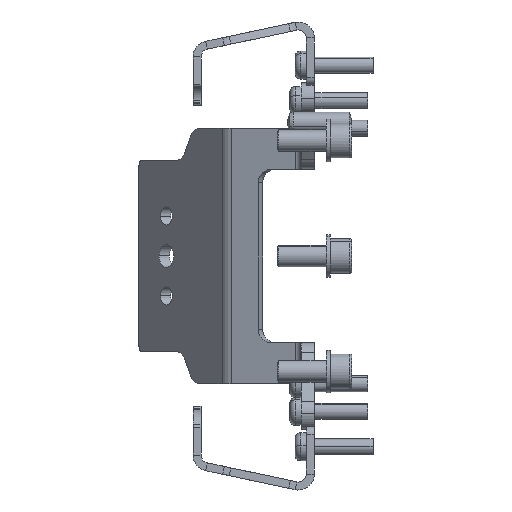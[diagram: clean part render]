
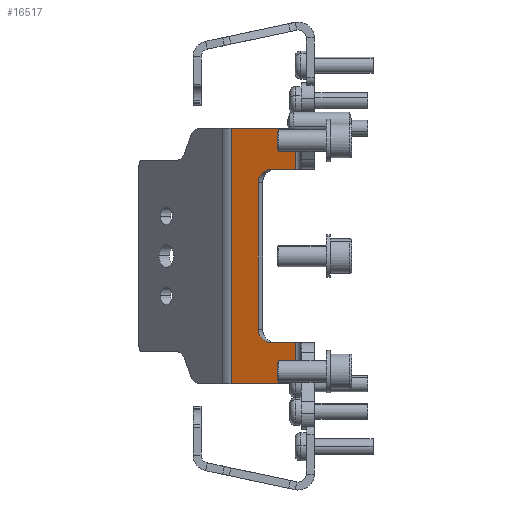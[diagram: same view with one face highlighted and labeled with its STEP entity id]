
A CAD part, front view. The second image highlights one B-rep face of the part: STEP entity #16517.
In plain terms, the highlighted planar face has unit normal (-0.342, -0.94, 0).
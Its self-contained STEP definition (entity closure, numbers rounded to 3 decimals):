
#10 = ORIENTED_EDGE ( 'NONE', *, *, #10651, .T. ) ;
#232 = VERTEX_POINT ( 'NONE', #6490 ) ;
#248 = ORIENTED_EDGE ( 'NONE', *, *, #15253, .T. ) ;
#476 = DIRECTION ( 'NONE',  ( 0.94, -0.342, 0. ) ) ;
#812 = DIRECTION ( 'NONE',  ( 0.94, -0.342, 0. ) ) ;
#994 = EDGE_CURVE ( 'NONE', #2576, #232, #15881, .T. ) ;
#1330 = EDGE_CURVE ( 'NONE', #10526, #13040, #11562, .T. ) ;
#1526 = VECTOR ( 'NONE', #5360, 1000. ) ;
#1953 = CARTESIAN_POINT ( 'NONE',  ( 1588.783, 84.542, 1837.1 ) ) ;
#2038 = CARTESIAN_POINT ( 'NONE',  ( 1613.026, 75.718, 1837.1 ) ) ;
#2179 = CARTESIAN_POINT ( 'NONE',  ( 1588.783, 84.542, 1820. ) ) ;
#2348 = CARTESIAN_POINT ( 'NONE',  ( 1615., 75., 1852.5 ) ) ;
#2453 = DIRECTION ( 'NONE',  ( 0., 0., 1. ) ) ;
#2576 = VERTEX_POINT ( 'NONE', #14067 ) ;
#2719 = DIRECTION ( 'NONE',  ( 0.342, 0.94, 0. ) ) ;
#2941 = VERTEX_POINT ( 'NONE', #2038 ) ;
#3376 = VECTOR ( 'NONE', #7613, 1000. ) ;
#3575 = CARTESIAN_POINT ( 'NONE',  ( 1615., 75., 1820. ) ) ;
#3740 = VECTOR ( 'NONE', #12959, 1000. ) ;
#3924 = CARTESIAN_POINT ( 'NONE',  ( 1613.026, 75.718, 1917.5 ) ) ;
#3982 = LINE ( 'NONE', #13063, #12234 ) ;
#4125 = CARTESIAN_POINT ( 'NONE',  ( 1615., 75., 1932.9 ) ) ;
#4282 = VECTOR ( 'NONE', #8057, 1000. ) ;
#4327 = AXIS2_PLACEMENT_3D ( 'NONE', #12440, #6134, #812 ) ;
#5061 = CARTESIAN_POINT ( 'NONE',  ( 1588.783, 84.542, 1932.9 ) ) ;
#5076 = DIRECTION ( 'NONE',  ( 0.94, -0.342, 0. ) ) ;
#5341 = VECTOR ( 'NONE', #9601, 1000. ) ;
#5360 = DIRECTION ( 'NONE',  ( 0.94, -0.342, 0. ) ) ;
#5670 = AXIS2_PLACEMENT_3D ( 'NONE', #3575, #2719, #476 ) ;
#5729 = EDGE_CURVE ( 'NONE', #2941, #9350, #5970, .T. ) ;
#5882 = EDGE_CURVE ( 'NONE', #9350, #9901, #6397, .T. ) ;
#5970 = LINE ( 'NONE', #7019, #6126 ) ;
#6126 = VECTOR ( 'NONE', #13737, 1000. ) ;
#6134 = DIRECTION ( 'NONE',  ( 0.342, 0.94, 0. ) ) ;
#6397 = LINE ( 'NONE', #2348, #3376 ) ;
#6490 = CARTESIAN_POINT ( 'NONE',  ( 1598.931, 80.849, 1912.5 ) ) ;
#7012 = EDGE_CURVE ( 'NONE', #9113, #9122, #11919, .T. ) ;
#7019 = CARTESIAN_POINT ( 'NONE',  ( 1613.026, 75.718, 1820. ) ) ;
#7201 = VECTOR ( 'NONE', #14650, 1000. ) ;
#7375 = ORIENTED_EDGE ( 'NONE', *, *, #1330, .F. ) ;
#7490 = CIRCLE ( 'NONE', #13556, 5. ) ;
#7613 = DIRECTION ( 'NONE',  ( -0.94, 0.342, 0. ) ) ;
#8057 = DIRECTION ( 'NONE',  ( 0., 0., 1. ) ) ;
#8302 = LINE ( 'NONE', #13567, #5341 ) ;
#9033 = ORIENTED_EDGE ( 'NONE', *, *, #5729, .T. ) ;
#9111 = ORIENTED_EDGE ( 'NONE', *, *, #10471, .T. ) ;
#9113 = VERTEX_POINT ( 'NONE', #11440 ) ;
#9122 = VERTEX_POINT ( 'NONE', #3924 ) ;
#9350 = VERTEX_POINT ( 'NONE', #9707 ) ;
#9601 = DIRECTION ( 'NONE',  ( 0.94, -0.342, 0. ) ) ;
#9707 = CARTESIAN_POINT ( 'NONE',  ( 1613.026, 75.718, 1852.5 ) ) ;
#9901 = VERTEX_POINT ( 'NONE', #12883 ) ;
#10081 = ORIENTED_EDGE ( 'NONE', *, *, #12551, .T. ) ;
#10216 = PLANE ( 'NONE',  #5670 ) ;
#10471 = EDGE_CURVE ( 'NONE', #232, #9113, #7490, .T. ) ;
#10505 = CARTESIAN_POINT ( 'NONE',  ( 1603.629, 79.139, 1912.5 ) ) ;
#10526 = VERTEX_POINT ( 'NONE', #1953 ) ;
#10644 = VERTEX_POINT ( 'NONE', #10772 ) ;
#10651 = EDGE_CURVE ( 'NONE', #10644, #13040, #15935, .T. ) ;
#10772 = CARTESIAN_POINT ( 'NONE',  ( 1613.026, 75.718, 1932.9 ) ) ;
#11440 = CARTESIAN_POINT ( 'NONE',  ( 1603.629, 79.139, 1917.5 ) ) ;
#11562 = LINE ( 'NONE', #2179, #3740 ) ;
#11919 = LINE ( 'NONE', #12011, #1526 ) ;
#12011 = CARTESIAN_POINT ( 'NONE',  ( 1615., 75., 1917.5 ) ) ;
#12092 = CARTESIAN_POINT ( 'NONE',  ( 1598.931, 80.849, 1820. ) ) ;
#12108 = EDGE_LOOP ( 'NONE', ( #10, #7375, #16073, #9033, #14020, #10081, #13875, #9111, #13220, #248 ) ) ;
#12234 = VECTOR ( 'NONE', #2453, 1000. ) ;
#12440 = CARTESIAN_POINT ( 'NONE',  ( 1603.629, 79.139, 1857.5 ) ) ;
#12551 = EDGE_CURVE ( 'NONE', #9901, #2576, #14522, .T. ) ;
#12883 = CARTESIAN_POINT ( 'NONE',  ( 1603.629, 79.139, 1852.5 ) ) ;
#12959 = DIRECTION ( 'NONE',  ( 0., 0., 1. ) ) ;
#13040 = VERTEX_POINT ( 'NONE', #5061 ) ;
#13063 = CARTESIAN_POINT ( 'NONE',  ( 1613.026, 75.718, 1820. ) ) ;
#13220 = ORIENTED_EDGE ( 'NONE', *, *, #7012, .T. ) ;
#13556 = AXIS2_PLACEMENT_3D ( 'NONE', #10505, #16881, #5076 ) ;
#13567 = CARTESIAN_POINT ( 'NONE',  ( 1615., 75., 1837.1 ) ) ;
#13737 = DIRECTION ( 'NONE',  ( 0., 0., 1. ) ) ;
#13875 = ORIENTED_EDGE ( 'NONE', *, *, #994, .T. ) ;
#14020 = ORIENTED_EDGE ( 'NONE', *, *, #5882, .T. ) ;
#14067 = CARTESIAN_POINT ( 'NONE',  ( 1598.931, 80.849, 1857.5 ) ) ;
#14522 = CIRCLE ( 'NONE', #4327, 5. ) ;
#14650 = DIRECTION ( 'NONE',  ( -0.94, 0.342, 0. ) ) ;
#15253 = EDGE_CURVE ( 'NONE', #9122, #10644, #3982, .T. ) ;
#15391 = FACE_OUTER_BOUND ( 'NONE', #12108, .T. ) ;
#15434 = EDGE_CURVE ( 'NONE', #10526, #2941, #8302, .T. ) ;
#15881 = LINE ( 'NONE', #12092, #4282 ) ;
#15935 = LINE ( 'NONE', #4125, #7201 ) ;
#16073 = ORIENTED_EDGE ( 'NONE', *, *, #15434, .T. ) ;
#16517 = ADVANCED_FACE ( 'NONE', ( #15391 ), #10216, .F. ) ;
#16881 = DIRECTION ( 'NONE',  ( 0.342, 0.94, 0. ) ) ;
